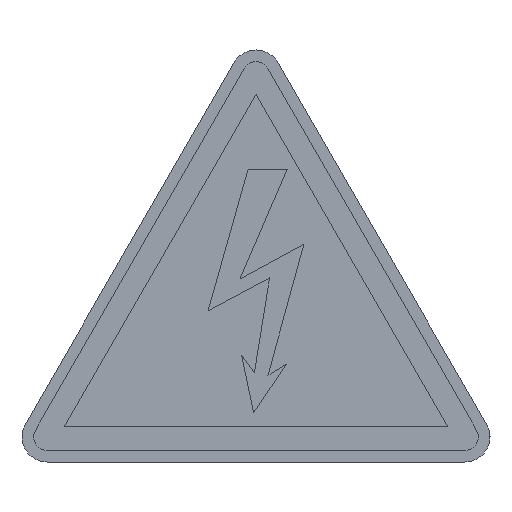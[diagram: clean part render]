
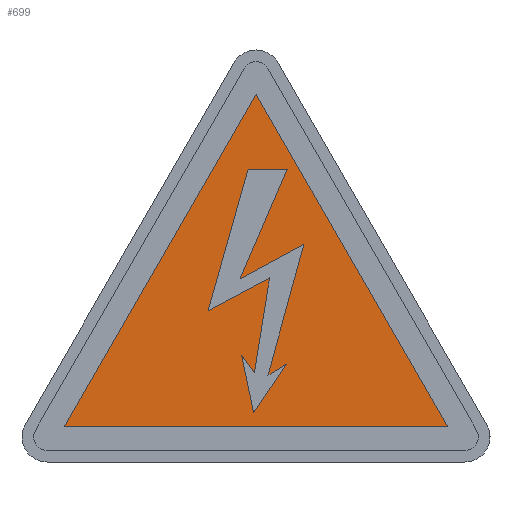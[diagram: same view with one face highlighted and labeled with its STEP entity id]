
A CAD part, top view. The second image highlights one B-rep face of the part: STEP entity #699.
In plain terms, the highlighted planar face has unit normal (0, 0, 1).
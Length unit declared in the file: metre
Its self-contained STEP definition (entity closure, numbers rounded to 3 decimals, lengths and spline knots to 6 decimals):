
#197=ORIENTED_EDGE('',*,*,#329,.T.);
#198=ORIENTED_EDGE('',*,*,#330,.T.);
#199=ORIENTED_EDGE('',*,*,#331,.T.);
#200=ORIENTED_EDGE('',*,*,#332,.T.);
#201=ORIENTED_EDGE('',*,*,#333,.T.);
#202=ORIENTED_EDGE('',*,*,#334,.T.);
#203=ORIENTED_EDGE('',*,*,#335,.T.);
#204=ORIENTED_EDGE('',*,*,#336,.T.);
#205=ORIENTED_EDGE('',*,*,#337,.T.);
#206=ORIENTED_EDGE('',*,*,#338,.T.);
#207=ORIENTED_EDGE('',*,*,#339,.T.);
#208=ORIENTED_EDGE('',*,*,#323,.T.);
#209=ORIENTED_EDGE('',*,*,#319,.T.);
#210=ORIENTED_EDGE('',*,*,#326,.T.);
#319=EDGE_CURVE('',#398,#399,#456,.T.);
#323=EDGE_CURVE('',#402,#398,#460,.T.);
#326=EDGE_CURVE('',#399,#402,#463,.T.);
#329=EDGE_CURVE('',#404,#405,#465,.T.);
#330=EDGE_CURVE('',#405,#406,#466,.T.);
#331=EDGE_CURVE('',#406,#407,#467,.T.);
#332=EDGE_CURVE('',#407,#408,#468,.T.);
#333=EDGE_CURVE('',#408,#409,#469,.T.);
#334=EDGE_CURVE('',#409,#410,#470,.T.);
#335=EDGE_CURVE('',#410,#411,#471,.T.);
#336=EDGE_CURVE('',#411,#412,#472,.T.);
#337=EDGE_CURVE('',#412,#413,#473,.T.);
#338=EDGE_CURVE('',#413,#414,#474,.T.);
#339=EDGE_CURVE('',#414,#404,#475,.T.);
#398=VERTEX_POINT('',#1243);
#399=VERTEX_POINT('',#1244);
#402=VERTEX_POINT('',#1252);
#404=VERTEX_POINT('',#1264);
#405=VERTEX_POINT('',#1265);
#406=VERTEX_POINT('',#1267);
#407=VERTEX_POINT('',#1269);
#408=VERTEX_POINT('',#1271);
#409=VERTEX_POINT('',#1273);
#410=VERTEX_POINT('',#1275);
#411=VERTEX_POINT('',#1277);
#412=VERTEX_POINT('',#1279);
#413=VERTEX_POINT('',#1281);
#414=VERTEX_POINT('',#1283);
#456=LINE('',#1242,#528);
#460=LINE('',#1251,#532);
#463=LINE('',#1257,#535);
#465=LINE('',#1263,#537);
#466=LINE('',#1266,#538);
#467=LINE('',#1268,#539);
#468=LINE('',#1270,#540);
#469=LINE('',#1272,#541);
#470=LINE('',#1274,#542);
#471=LINE('',#1276,#543);
#472=LINE('',#1278,#544);
#473=LINE('',#1280,#545);
#474=LINE('',#1282,#546);
#475=LINE('',#1284,#547);
#528=VECTOR('',#1054,1.);
#532=VECTOR('',#1060,1.);
#535=VECTOR('',#1065,1.);
#537=VECTOR('',#1075,1.);
#538=VECTOR('',#1076,1.);
#539=VECTOR('',#1077,1.);
#540=VECTOR('',#1078,1.);
#541=VECTOR('',#1079,1.);
#542=VECTOR('',#1080,1.);
#543=VECTOR('',#1081,1.);
#544=VECTOR('',#1082,1.);
#545=VECTOR('',#1083,1.);
#546=VECTOR('',#1084,1.);
#547=VECTOR('',#1085,1.);
#596=EDGE_LOOP('',(#197,#198,#199,#200,#201,#202,#203,#204,#205,#206,#207));
#597=EDGE_LOOP('',(#208,#209,#210));
#636=FACE_BOUND('',#596,.T.);
#637=FACE_BOUND('',#597,.T.);
#662=PLANE('',#923);
#699=ADVANCED_FACE('',(#636,#637),#662,.T.);
#923=AXIS2_PLACEMENT_3D('',#1262,#1073,#1074);
#1054=DIRECTION('',(1.,0.,0.));
#1060=DIRECTION('',(-0.5,-0.866,0.));
#1065=DIRECTION('',(-0.5,0.866,0.));
#1073=DIRECTION('',(0.,0.,1.));
#1074=DIRECTION('',(1.,0.,0.));
#1075=DIRECTION('',(-0.396,-0.918,0.));
#1076=DIRECTION('',(0.881,0.473,0.));
#1077=DIRECTION('',(-0.265,-0.964,0.));
#1078=DIRECTION('',(0.854,0.52,0.));
#1079=DIRECTION('',(-0.558,-0.83,0.));
#1080=DIRECTION('',(-0.204,0.979,0.));
#1081=DIRECTION('',(0.588,-0.809,0.));
#1082=DIRECTION('',(0.158,0.987,0.));
#1083=DIRECTION('',(-0.883,-0.47,0.));
#1084=DIRECTION('',(0.272,0.962,0.));
#1085=DIRECTION('',(1.,0.,0.));
#1242=CARTESIAN_POINT('',(-0.000002,-0.014609,0.));
#1243=CARTESIAN_POINT('',(-0.016386,-0.014609,0.));
#1244=CARTESIAN_POINT('',(0.016381,-0.014609,0.));
#1251=CARTESIAN_POINT('',(-0.008194,-0.00042,0.));
#1252=CARTESIAN_POINT('',(-0.000002,0.013768,0.));
#1257=CARTESIAN_POINT('',(0.00819,-0.00042,0.));
#1262=CARTESIAN_POINT('',(-0.00005,0.000001,0.));
#1263=CARTESIAN_POINT('',(0.000645,0.002728,0.));
#1264=CARTESIAN_POINT('',(0.002657,0.007398,0.));
#1265=CARTESIAN_POINT('',(-0.001366,-0.001943,0.));
#1266=CARTESIAN_POINT('',(0.001361,-0.000477,0.));
#1267=CARTESIAN_POINT('',(0.004089,0.000989,0.));
#1268=CARTESIAN_POINT('',(0.002555,-0.004602,0.));
#1269=CARTESIAN_POINT('',(0.00102,-0.010193,0.));
#1270=CARTESIAN_POINT('',(0.001805,-0.009715,0.));
#1271=CARTESIAN_POINT('',(0.002589,-0.009238,0.));
#1272=CARTESIAN_POINT('',(0.001191,-0.011318,0.));
#1273=CARTESIAN_POINT('',(-0.000207,-0.013397,0.));
#1274=CARTESIAN_POINT('',(-0.000718,-0.010943,0.));
#1275=CARTESIAN_POINT('',(-0.00123,-0.008488,0.));
#1276=CARTESIAN_POINT('',(-0.000684,-0.009238,0.));
#1277=CARTESIAN_POINT('',(-0.000139,-0.009988,0.));
#1278=CARTESIAN_POINT('',(0.000509,-0.005931,0.));
#1279=CARTESIAN_POINT('',(0.001157,-0.001874,0.));
#1280=CARTESIAN_POINT('',(-0.001468,-0.003272,0.));
#1281=CARTESIAN_POINT('',(-0.004093,-0.00467,0.));
#1282=CARTESIAN_POINT('',(-0.002389,0.001364,0.));
#1283=CARTESIAN_POINT('',(-0.000684,0.007398,0.));
#1284=CARTESIAN_POINT('',(0.000986,0.007398,0.));
